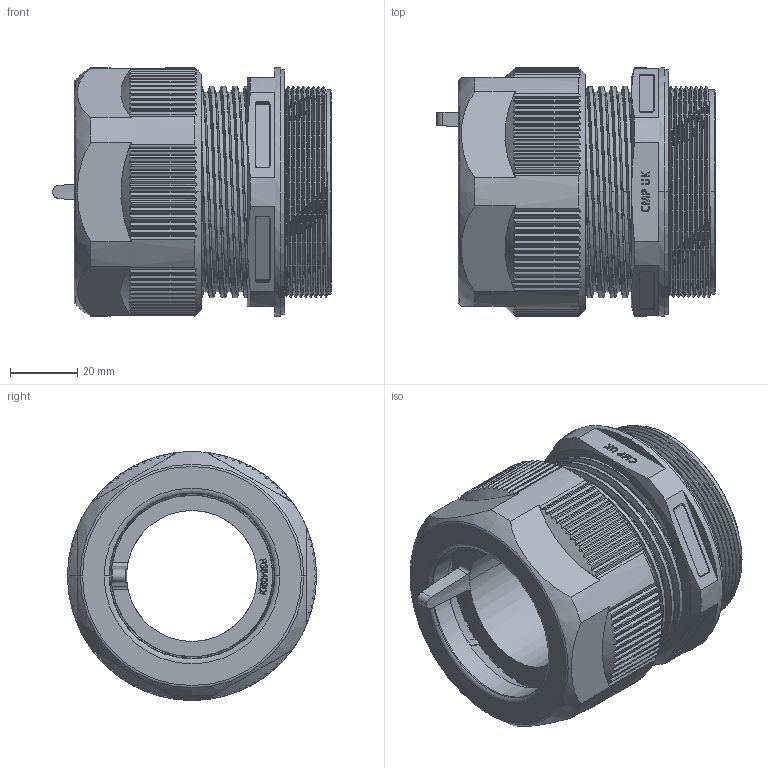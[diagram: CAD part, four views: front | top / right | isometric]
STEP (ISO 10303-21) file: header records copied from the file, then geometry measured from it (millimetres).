
FILE_DESCRIPTION (( 'STEP AP203' ), '1' );
FILE_NAME ('63DTSPE1TA.STEP', '2020-07-28T13:25:50', ( '' ), ( '' ), 'SwSTEP 2.0', 'SolidWorks 2017', '' );
FILE_SCHEMA (( 'CONFIG_CONTROL_DESIGN' ));
Products named in the file (1): 63DTSPE1TA
Bounding box: 82.99 x 74.12 x 74.12 mm (x, y, z)
Surface area: 49014.6 mm2 (no closed solid volume)
Topology: 0 solids, 49 shells, 880 faces, 3138 edges, 2262 vertices
Faces by surface type: plane 362, cylinder 296, bspline 144, torus 41, cone 37
Entity records: 69877 total; most frequent: CARTESIAN_POINT 46487, ORIENTED_EDGE 5126, DIRECTION 3734, EDGE_CURVE 3138, VERTEX_POINT 2262, AXIS2_PLACEMENT_3D 1289, B_SPLINE_CURVE_WITH_KNOTS 1284, LINE 1156
